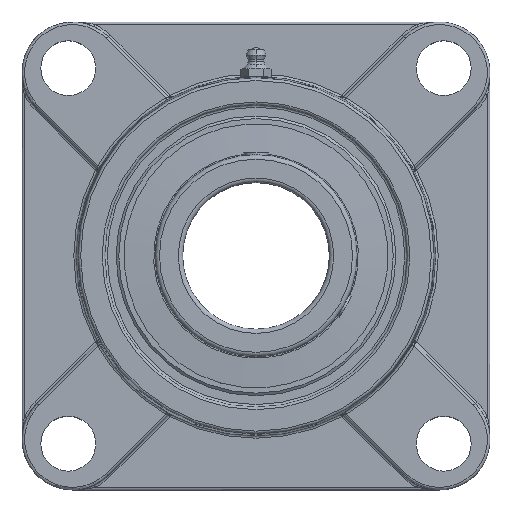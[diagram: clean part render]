
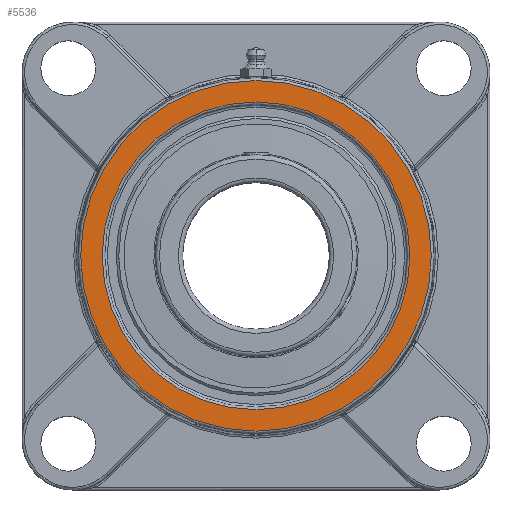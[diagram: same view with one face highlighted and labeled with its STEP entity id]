
A CAD part, top view. The second image highlights one B-rep face of the part: STEP entity #5536.
In plain terms, the highlighted planar face has unit normal (0, 0, 1).
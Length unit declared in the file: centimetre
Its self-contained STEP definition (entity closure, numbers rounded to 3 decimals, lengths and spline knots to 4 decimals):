
#5495=CARTESIAN_POINT('',(-0.,5.3277,4.3));
#5496=VERTEX_POINT('',#5495);
#5507=CARTESIAN_POINT('',(0.,0.,4.3));
#5508=DIRECTION('',(0.,0.,1.));
#5509=DIRECTION('',(0.,-1.,0.));
#5510=AXIS2_PLACEMENT_3D('',#5507,#5508,#5509);
#5511=CIRCLE('',#5510,5.3277);
#5512=EDGE_CURVE('',#5496,#5496,#5511,.T.);
#5517=CARTESIAN_POINT('',(0.,-0.,4.3));
#5518=DIRECTION('',(0.,0.,1.));
#5519=DIRECTION('',(1.,0.,0.));
#5520=AXIS2_PLACEMENT_3D('',#5517,#5518,#5519);
#5521=PLANE('',#5520);
#5522=CARTESIAN_POINT('',(0.,6.0704,4.3));
#5523=VERTEX_POINT('',#5522);
#5524=CARTESIAN_POINT('',(0.,0.,4.3));
#5525=DIRECTION('',(-0.,0.,-1.));
#5526=DIRECTION('',(-0.,-1.,0.));
#5527=AXIS2_PLACEMENT_3D('',#5524,#5525,#5526);
#5528=CIRCLE('',#5527,6.0704);
#5529=EDGE_CURVE('',#5523,#5523,#5528,.T.);
#5530=ORIENTED_EDGE('',*,*,#5529,.F.);
#5531=EDGE_LOOP('',(#5530));
#5532=FACE_BOUND('',#5531,.T.);
#5533=ORIENTED_EDGE('',*,*,#5512,.F.);
#5534=EDGE_LOOP('',(#5533));
#5535=FACE_BOUND('',#5534,.T.);
#5536=ADVANCED_FACE('',(#5532,#5535),#5521,.T.);
